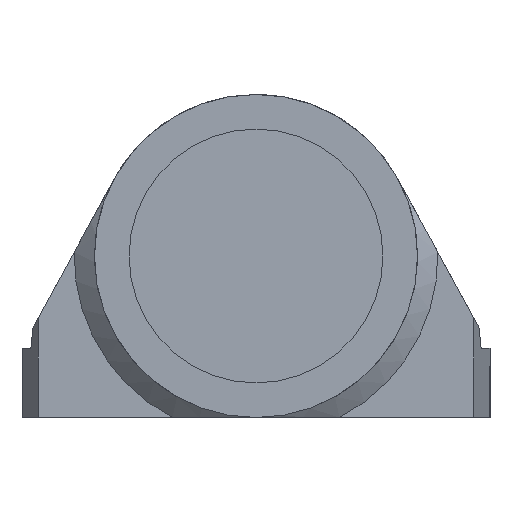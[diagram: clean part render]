
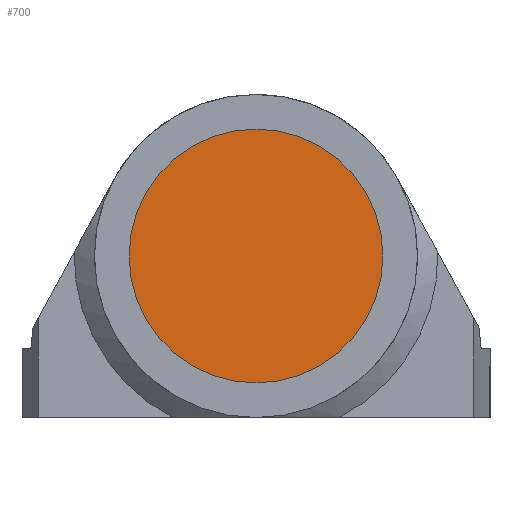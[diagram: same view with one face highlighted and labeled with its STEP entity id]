
A CAD part, left-side view. The second image highlights one B-rep face of the part: STEP entity #700.
In plain terms, the highlighted planar face has unit normal (-1, 0, 0).
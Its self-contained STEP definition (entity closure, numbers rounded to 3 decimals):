
#13 = EDGE_CURVE ( 'NONE', #732, #734, #224, .T. ) ;
#62 = EDGE_CURVE ( 'NONE', #734, #732, #291, .T. ) ;
#65 = AXIS2_PLACEMENT_3D ( 'NONE', #798, #753, #756 ) ;
#75 = AXIS2_PLACEMENT_3D ( 'NONE', #504, #511, #512 ) ;
#78 = AXIS2_PLACEMENT_3D ( 'NONE', #595, #602, #603 ) ;
#170 = ORIENTED_EDGE ( 'NONE', *, *, #62, .T. ) ;
#171 = ORIENTED_EDGE ( 'NONE', *, *, #13, .T. ) ;
#191 = EDGE_LOOP ( 'NONE', ( #170, #171 ) ) ;
#224 = CIRCLE ( 'NONE', #65, 3.85 ) ;
#291 = CIRCLE ( 'NONE', #75, 3.85 ) ;
#310 = FACE_OUTER_BOUND ( 'NONE', #191, .T. ) ;
#504 = CARTESIAN_POINT ( 'NONE',  ( -3., 0., 4.9 ) ) ;
#511 = DIRECTION ( 'NONE',  ( -1., 0., 0. ) ) ;
#512 = DIRECTION ( 'NONE',  ( 0., 0., 1. ) ) ;
#595 = CARTESIAN_POINT ( 'NONE',  ( -3., 0., 4.9 ) ) ;
#599 = PLANE ( 'NONE',  #78 ) ;
#602 = DIRECTION ( 'NONE',  ( -1., 0., 0. ) ) ;
#603 = DIRECTION ( 'NONE',  ( 0., 0., 1. ) ) ;
#640 = CARTESIAN_POINT ( 'NONE',  ( -3., 0., 1.05 ) ) ;
#642 = CARTESIAN_POINT ( 'NONE',  ( -3., 0., 8.75 ) ) ;
#700 = ADVANCED_FACE ( 'NONE', ( #310 ), #599, .T. ) ;
#732 = VERTEX_POINT ( 'NONE', #640 ) ;
#734 = VERTEX_POINT ( 'NONE', #642 ) ;
#753 = DIRECTION ( 'NONE',  ( -1., 0., 0. ) ) ;
#756 = DIRECTION ( 'NONE',  ( 0., 0., 1. ) ) ;
#798 = CARTESIAN_POINT ( 'NONE',  ( -3., 0., 4.9 ) ) ;
